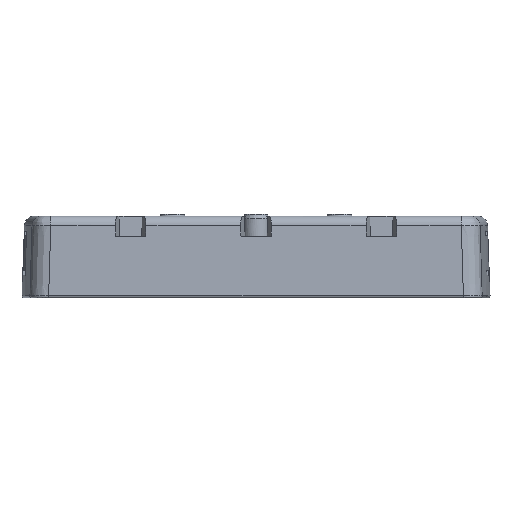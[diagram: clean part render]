
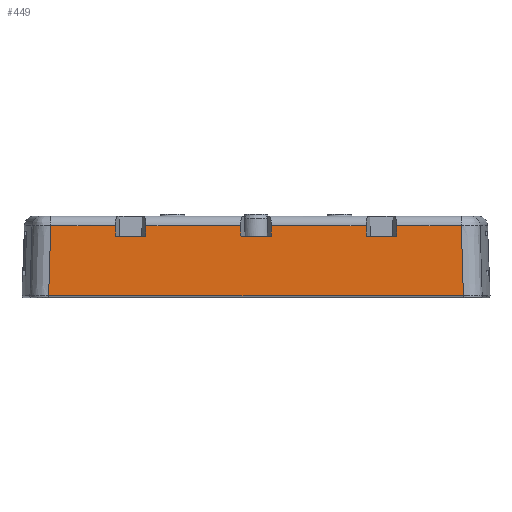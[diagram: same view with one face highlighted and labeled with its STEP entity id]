
A CAD part, front view. The second image highlights one B-rep face of the part: STEP entity #449.
In plain terms, the highlighted planar face has unit normal (0, -0.999, 0.035).
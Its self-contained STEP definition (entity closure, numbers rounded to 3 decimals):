
#244=PLANE('',#5170);
#449=ADVANCED_FACE('',(#748),#244,.T.);
#748=FACE_OUTER_BOUND('',#1027,.T.);
#1027=EDGE_LOOP('',(#2614,#2615,#2616,#2617,#2618,#2619,#2620,#2621,#2622,
#2623,#2624,#2625,#2626,#2627,#2628,#2629));
#1449=LINE('',#7895,#1840);
#1450=LINE('',#7905,#1841);
#1451=LINE('',#7907,#1842);
#1452=LINE('',#7909,#1843);
#1453=LINE('',#7911,#1844);
#1454=LINE('',#7913,#1845);
#1455=LINE('',#7915,#1846);
#1456=LINE('',#7917,#1847);
#1457=LINE('',#7919,#1848);
#1458=LINE('',#7921,#1849);
#1459=LINE('',#7923,#1850);
#1460=LINE('',#7925,#1851);
#1461=LINE('',#7927,#1852);
#1462=LINE('',#7929,#1853);
#1840=VECTOR('',#5878,1.);
#1841=VECTOR('',#5879,1.);
#1842=VECTOR('',#5880,1.);
#1843=VECTOR('',#5881,1.);
#1844=VECTOR('',#5882,1.);
#1845=VECTOR('',#5883,1.);
#1846=VECTOR('',#5884,1.);
#1847=VECTOR('',#5885,1.);
#1848=VECTOR('',#5886,1.);
#1849=VECTOR('',#5887,1.);
#1850=VECTOR('',#5888,1.);
#1851=VECTOR('',#5889,1.);
#1852=VECTOR('',#5890,1.);
#1853=VECTOR('',#5891,1.);
#2614=ORIENTED_EDGE('',*,*,#4465,.T.);
#2615=ORIENTED_EDGE('',*,*,#4466,.T.);
#2616=ORIENTED_EDGE('',*,*,#4467,.T.);
#2617=ORIENTED_EDGE('',*,*,#4468,.T.);
#2618=ORIENTED_EDGE('',*,*,#4469,.F.);
#2619=ORIENTED_EDGE('',*,*,#4470,.T.);
#2620=ORIENTED_EDGE('',*,*,#4471,.F.);
#2621=ORIENTED_EDGE('',*,*,#4472,.T.);
#2622=ORIENTED_EDGE('',*,*,#4473,.T.);
#2623=ORIENTED_EDGE('',*,*,#4474,.F.);
#2624=ORIENTED_EDGE('',*,*,#4475,.T.);
#2625=ORIENTED_EDGE('',*,*,#4476,.T.);
#2626=ORIENTED_EDGE('',*,*,#4477,.T.);
#2627=ORIENTED_EDGE('',*,*,#4478,.F.);
#2628=ORIENTED_EDGE('',*,*,#4479,.T.);
#2629=ORIENTED_EDGE('',*,*,#4480,.T.);
#3926=VERTEX_POINT('',#7893);
#3927=VERTEX_POINT('',#7894);
#3928=VERTEX_POINT('',#7896);
#3929=VERTEX_POINT('',#7904);
#3930=VERTEX_POINT('',#7906);
#3931=VERTEX_POINT('',#7908);
#3932=VERTEX_POINT('',#7910);
#3933=VERTEX_POINT('',#7912);
#3934=VERTEX_POINT('',#7914);
#3935=VERTEX_POINT('',#7916);
#3936=VERTEX_POINT('',#7918);
#3937=VERTEX_POINT('',#7920);
#3938=VERTEX_POINT('',#7922);
#3939=VERTEX_POINT('',#7924);
#3940=VERTEX_POINT('',#7926);
#3941=VERTEX_POINT('',#7928);
#4465=EDGE_CURVE('',#3926,#3927,#4947,.T.);
#4466=EDGE_CURVE('',#3927,#3928,#1449,.T.);
#4467=EDGE_CURVE('',#3928,#3929,#4948,.T.);
#4468=EDGE_CURVE('',#3929,#3930,#1450,.T.);
#4469=EDGE_CURVE('',#3931,#3930,#1451,.T.);
#4470=EDGE_CURVE('',#3931,#3932,#1452,.T.);
#4471=EDGE_CURVE('',#3933,#3932,#1453,.T.);
#4472=EDGE_CURVE('',#3933,#3934,#1454,.T.);
#4473=EDGE_CURVE('',#3934,#3935,#1455,.T.);
#4474=EDGE_CURVE('',#3936,#3935,#1456,.T.);
#4475=EDGE_CURVE('',#3936,#3937,#1457,.T.);
#4476=EDGE_CURVE('',#3937,#3938,#1458,.T.);
#4477=EDGE_CURVE('',#3938,#3939,#1459,.T.);
#4478=EDGE_CURVE('',#3940,#3939,#1460,.T.);
#4479=EDGE_CURVE('',#3940,#3941,#1461,.T.);
#4480=EDGE_CURVE('',#3941,#3926,#1462,.T.);
#4947=B_SPLINE_CURVE_WITH_KNOTS('',3,(#7886,#7887,#7888,#7889,#7890,#7891,
#7892),.UNSPECIFIED.,.F.,.F.,(4,3,4),(0.,0.477,1.),
 .UNSPECIFIED.);
#4948=B_SPLINE_CURVE_WITH_KNOTS('',3,(#7897,#7898,#7899,#7900,#7901,#7902,
#7903),.UNSPECIFIED.,.F.,.F.,(4,3,4),(0.,0.523,1.),
 .UNSPECIFIED.);
#5170=AXIS2_PLACEMENT_3D('',#7930,#5892,#5893);
#5878=DIRECTION('',(1.,0.,0.));
#5879=DIRECTION('',(-1.,0.,0.));
#5880=DIRECTION('',(0.027,0.035,0.999));
#5881=DIRECTION('',(-1.,0.,0.));
#5882=DIRECTION('',(0.027,-0.035,-0.999));
#5883=DIRECTION('',(-1.,0.,0.));
#5884=DIRECTION('',(-0.027,-0.035,-0.999));
#5885=DIRECTION('',(1.,0.,0.));
#5886=DIRECTION('',(-0.027,0.035,0.999));
#5887=DIRECTION('',(-1.,0.,0.));
#5888=DIRECTION('',(-0.027,-0.035,-0.999));
#5889=DIRECTION('',(1.,0.,0.));
#5890=DIRECTION('',(-0.027,0.035,0.999));
#5891=DIRECTION('',(-1.,0.,0.));
#5892=DIRECTION('',(0.,-0.999,0.035));
#5893=DIRECTION('',(0.,-0.035,-0.999));
#7886=CARTESIAN_POINT('',(-77.741,-31.323,19.394));
#7887=CARTESIAN_POINT('',(-77.831,-31.428,16.391));
#7888=CARTESIAN_POINT('',(-77.921,-31.532,13.388));
#7889=CARTESIAN_POINT('',(-78.011,-31.637,10.385));
#7890=CARTESIAN_POINT('',(-78.109,-31.752,7.096));
#7891=CARTESIAN_POINT('',(-78.208,-31.867,3.807));
#7892=CARTESIAN_POINT('',(-78.306,-31.982,0.517));
#7893=CARTESIAN_POINT('',(-77.741,-31.323,19.394));
#7894=CARTESIAN_POINT('',(-78.306,-31.982,0.517));
#7895=CARTESIAN_POINT('',(37.637,-31.982,0.517));
#7896=CARTESIAN_POINT('',(33.309,-31.982,0.517));
#7897=CARTESIAN_POINT('',(33.309,-31.982,0.517));
#7898=CARTESIAN_POINT('',(33.211,-31.867,3.806));
#7899=CARTESIAN_POINT('',(33.112,-31.752,7.096));
#7900=CARTESIAN_POINT('',(33.014,-31.637,10.385));
#7901=CARTESIAN_POINT('',(32.924,-31.532,13.388));
#7902=CARTESIAN_POINT('',(32.834,-31.428,16.391));
#7903=CARTESIAN_POINT('',(32.744,-31.323,19.394));
#7904=CARTESIAN_POINT('',(32.744,-31.323,19.394));
#7905=CARTESIAN_POINT('',(37.637,-31.323,19.394));
#7906=CARTESIAN_POINT('',(15.362,-31.323,19.394));
#7907=CARTESIAN_POINT('',(14.859,-31.979,0.61));
#7908=CARTESIAN_POINT('',(15.287,-31.42,16.6));
#7909=CARTESIAN_POINT('',(37.637,-31.42,16.6));
#7910=CARTESIAN_POINT('',(7.213,-31.42,16.6));
#7911=CARTESIAN_POINT('',(7.679,-32.028,-0.802));
#7912=CARTESIAN_POINT('',(7.138,-31.323,19.394));
#7913=CARTESIAN_POINT('',(37.637,-31.323,19.394));
#7914=CARTESIAN_POINT('',(-18.388,-31.323,19.394));
#7915=CARTESIAN_POINT('',(-18.867,-31.947,1.512));
#7916=CARTESIAN_POINT('',(-18.463,-31.42,16.6));
#7917=CARTESIAN_POINT('',(37.637,-31.42,16.6));
#7918=CARTESIAN_POINT('',(-26.537,-31.42,16.6));
#7919=CARTESIAN_POINT('',(-26.047,-32.06,-1.704));
#7920=CARTESIAN_POINT('',(-26.612,-31.323,19.394));
#7921=CARTESIAN_POINT('',(37.637,-31.323,19.394));
#7922=CARTESIAN_POINT('',(-52.138,-31.323,19.394));
#7923=CARTESIAN_POINT('',(-52.593,-31.916,2.415));
#7924=CARTESIAN_POINT('',(-52.213,-31.42,16.6));
#7925=CARTESIAN_POINT('',(37.637,-31.42,16.6));
#7926=CARTESIAN_POINT('',(-60.287,-31.42,16.6));
#7927=CARTESIAN_POINT('',(-59.772,-32.091,-2.607));
#7928=CARTESIAN_POINT('',(-60.362,-31.323,19.394));
#7929=CARTESIAN_POINT('',(37.637,-31.323,19.394));
#7930=CARTESIAN_POINT('',(37.637,-32.,0.));
